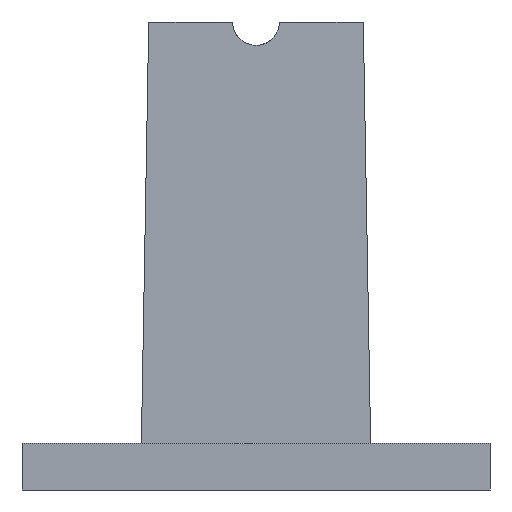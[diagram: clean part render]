
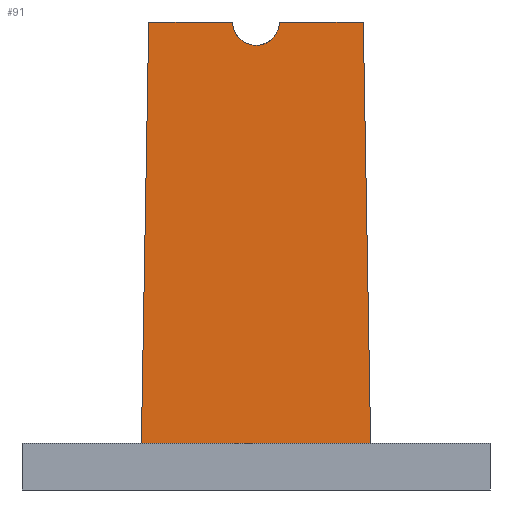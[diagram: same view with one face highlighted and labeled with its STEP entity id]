
A CAD part, left-side view. The second image highlights one B-rep face of the part: STEP entity #91.
In plain terms, the highlighted planar face has unit normal (-1, 0, 0.018).
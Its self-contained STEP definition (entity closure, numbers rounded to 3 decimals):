
#23=ELLIPSE('',#592,5.001,5.);
#63=PLANE('',#593);
#91=ADVANCED_FACE('',(#131),#63,.T.);
#131=FACE_OUTER_BOUND('',#161,.T.);
#161=EDGE_LOOP('',(#356,#357,#358,#359,#360,#361));
#197=LINE('',#843,#249);
#200=LINE('',#851,#252);
#201=LINE('',#853,#253);
#202=LINE('',#855,#254);
#203=LINE('',#857,#255);
#249=VECTOR('',#694,1.);
#252=VECTOR('',#701,1.);
#253=VECTOR('',#702,1.);
#254=VECTOR('',#703,1.);
#255=VECTOR('',#704,1.);
#356=ORIENTED_EDGE('',*,*,#509,.F.);
#357=ORIENTED_EDGE('',*,*,#512,.T.);
#358=ORIENTED_EDGE('',*,*,#513,.F.);
#359=ORIENTED_EDGE('',*,*,#514,.T.);
#360=ORIENTED_EDGE('',*,*,#515,.T.);
#361=ORIENTED_EDGE('',*,*,#516,.F.);
#448=VERTEX_POINT('',#841);
#450=VERTEX_POINT('',#844);
#452=VERTEX_POINT('',#850);
#453=VERTEX_POINT('',#852);
#454=VERTEX_POINT('',#854);
#455=VERTEX_POINT('',#856);
#509=EDGE_CURVE('',#448,#450,#197,.T.);
#512=EDGE_CURVE('',#448,#452,#23,.T.);
#513=EDGE_CURVE('',#453,#452,#200,.T.);
#514=EDGE_CURVE('',#453,#454,#201,.T.);
#515=EDGE_CURVE('',#454,#455,#202,.T.);
#516=EDGE_CURVE('',#450,#455,#203,.T.);
#592=AXIS2_PLACEMENT_3D('',#849,#699,#700);
#593=AXIS2_PLACEMENT_3D('',#858,#705,#706);
#694=DIRECTION('',(0.,-1.,0.));
#699=DIRECTION('',(1.,0.,-0.017));
#700=DIRECTION('',(0.017,0.,1.));
#701=DIRECTION('',(0.,-1.,0.));
#702=DIRECTION('',(-0.017,0.017,-1.));
#703=DIRECTION('',(0.,-1.,0.));
#704=DIRECTION('',(-0.017,-0.017,-1.));
#705=DIRECTION('',(-1.,0.,0.017));
#706=DIRECTION('',(0.017,0.,1.));
#841=CARTESIAN_POINT('',(-146.397,-5.,100.));
#843=CARTESIAN_POINT('',(-146.397,24.496,100.));
#844=CARTESIAN_POINT('',(-146.397,-22.925,100.));
#849=CARTESIAN_POINT('',(-146.397,0.,100.));
#850=CARTESIAN_POINT('',(-146.397,5.,100.));
#851=CARTESIAN_POINT('',(-146.397,24.496,100.));
#852=CARTESIAN_POINT('',(-146.397,22.925,100.));
#853=CARTESIAN_POINT('',(-147.968,24.496,10.));
#854=CARTESIAN_POINT('',(-147.968,24.496,10.));
#855=CARTESIAN_POINT('',(-147.968,24.496,10.));
#856=CARTESIAN_POINT('',(-147.968,-24.496,10.));
#857=CARTESIAN_POINT('',(-147.968,-24.496,10.));
#858=CARTESIAN_POINT('',(-147.968,24.496,10.));
